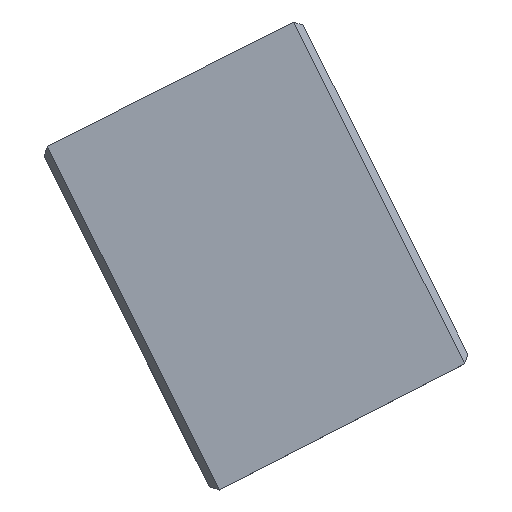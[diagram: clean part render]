
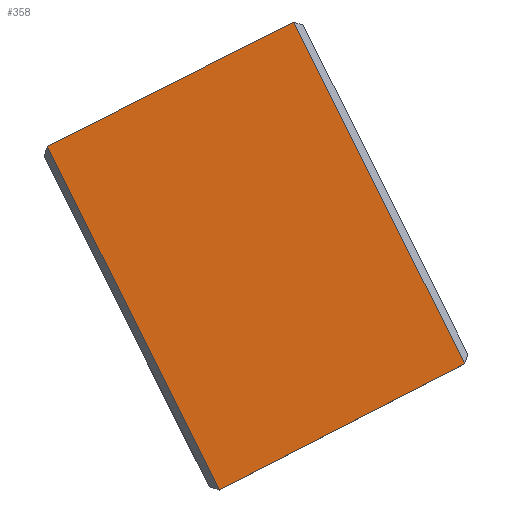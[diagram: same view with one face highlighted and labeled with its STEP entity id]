
A CAD part, top view. The second image highlights one B-rep face of the part: STEP entity #358.
In plain terms, the highlighted planar face has unit normal (0, 0, 1).
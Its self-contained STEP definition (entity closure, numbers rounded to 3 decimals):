
#47=ORIENTED_EDGE('',*,*,#128,.F.);
#48=ORIENTED_EDGE('',*,*,#143,.T.);
#49=ORIENTED_EDGE('',*,*,#144,.F.);
#50=ORIENTED_EDGE('',*,*,#145,.T.);
#128=EDGE_CURVE('',#176,#177,#206,.T.);
#143=EDGE_CURVE('',#176,#191,#221,.T.);
#144=EDGE_CURVE('',#192,#191,#222,.T.);
#145=EDGE_CURVE('',#192,#177,#223,.T.);
#176=VERTEX_POINT('',#521);
#177=VERTEX_POINT('',#523);
#191=VERTEX_POINT('',#555);
#192=VERTEX_POINT('',#557);
#206=LINE('',#522,#254);
#221=LINE('',#554,#269);
#222=LINE('',#556,#270);
#223=LINE('',#558,#271);
#254=VECTOR('',#424,1000.);
#269=VECTOR('',#445,1000.);
#270=VECTOR('',#446,1000.);
#271=VECTOR('',#447,1000.);
#298=EDGE_LOOP('',(#47,#48,#49,#50));
#318=FACE_BOUND('',#298,.T.);
#338=PLANE('',#393);
#358=ADVANCED_FACE('',(#318),#338,.F.);
#393=AXIS2_PLACEMENT_3D('',#553,#443,#444);
#424=DIRECTION('',(0.893,0.451,0.));
#443=DIRECTION('',(0.,0.,-1.));
#444=DIRECTION('',(-1.,0.,0.));
#445=DIRECTION('',(0.447,-0.894,0.));
#446=DIRECTION('',(-0.89,-0.457,0.));
#447=DIRECTION('',(-0.447,0.894,0.));
#521=CARTESIAN_POINT('',(1.581,-16.312,13.6));
#522=CARTESIAN_POINT('',(1.358,-16.425,13.6));
#523=CARTESIAN_POINT('',(10.015,-12.05,13.6));
#553=CARTESIAN_POINT('',(0.,0.,13.6));
#554=CARTESIAN_POINT('',(7.466,-28.082,13.6));
#555=CARTESIAN_POINT('',(7.465,-28.079,13.6));
#556=CARTESIAN_POINT('',(12.969,-25.253,13.6));
#557=CARTESIAN_POINT('',(15.872,-23.762,13.6));
#558=CARTESIAN_POINT('',(10.015,-12.049,13.6));
